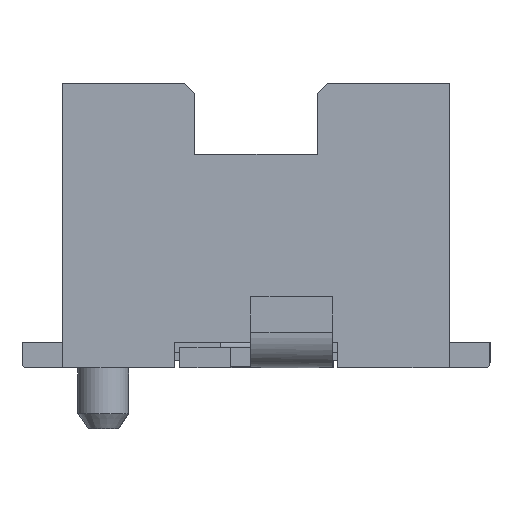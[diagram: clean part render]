
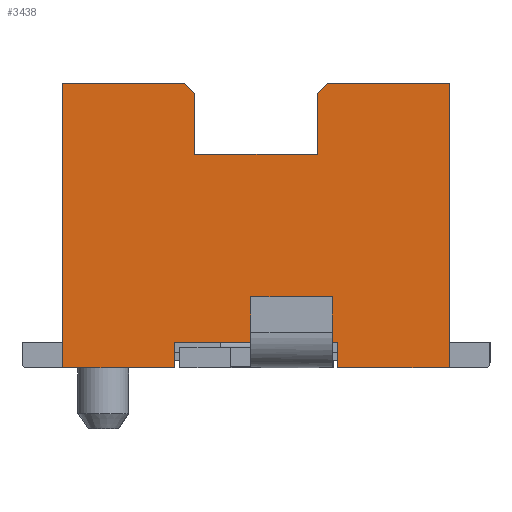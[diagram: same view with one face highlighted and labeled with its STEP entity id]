
A CAD part, left-side view. The second image highlights one B-rep face of the part: STEP entity #3438.
In plain terms, the highlighted planar face has unit normal (-1, 0, 0).
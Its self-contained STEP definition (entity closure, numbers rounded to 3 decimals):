
#21 = EDGE_CURVE('',#22,#24,#26,.T.);
#22 = VERTEX_POINT('',#23);
#23 = CARTESIAN_POINT('',(-5.6,1.9,0.));
#24 = VERTEX_POINT('',#25);
#25 = CARTESIAN_POINT('',(-5.6,0.8,0.));
#26 = LINE('',#27,#28);
#27 = CARTESIAN_POINT('',(-5.6,3.04,0.));
#28 = VECTOR('',#29,1.);
#29 = DIRECTION('',(0.,-1.,0.));
#222 = VERTEX_POINT('',#223);
#223 = CARTESIAN_POINT('',(-5.6,-0.8,0.25));
#229 = EDGE_CURVE('',#230,#222,#232,.T.);
#230 = VERTEX_POINT('',#231);
#231 = CARTESIAN_POINT('',(-5.6,0.8,0.25));
#232 = LINE('',#233,#234);
#233 = CARTESIAN_POINT('',(-5.6,3.04,0.25));
#234 = VECTOR('',#235,1.);
#235 = DIRECTION('',(0.,-1.,0.));
#356 = EDGE_CURVE('',#24,#230,#357,.T.);
#357 = LINE('',#358,#359);
#358 = CARTESIAN_POINT('',(-5.6,0.8,0.));
#359 = VECTOR('',#360,1.);
#360 = DIRECTION('',(0.,0.,1.));
#1245 = VERTEX_POINT('',#1246);
#1246 = CARTESIAN_POINT('',(-5.6,0.6,2.7));
#1261 = VERTEX_POINT('',#1262);
#1262 = CARTESIAN_POINT('',(-5.6,0.7,2.8));
#1268 = EDGE_CURVE('',#1261,#1245,#1269,.T.);
#1269 = LINE('',#1270,#1271);
#1270 = CARTESIAN_POINT('',(-5.6,-1.6,0.5));
#1271 = VECTOR('',#1272,1.);
#1272 = DIRECTION('',(0.,-0.707,
    -0.707));
#1531 = EDGE_CURVE('',#1245,#1532,#1534,.T.);
#1532 = VERTEX_POINT('',#1533);
#1533 = CARTESIAN_POINT('',(-5.6,0.6,2.1));
#1534 = LINE('',#1535,#1536);
#1535 = CARTESIAN_POINT('',(-5.6,0.6,0.5));
#1536 = VECTOR('',#1537,1.);
#1537 = DIRECTION('',(0.,0.,-1.));
#2180 = EDGE_CURVE('',#1532,#2181,#2183,.T.);
#2181 = VERTEX_POINT('',#2182);
#2182 = CARTESIAN_POINT('',(-5.6,-0.6,2.1));
#2183 = LINE('',#2184,#2185);
#2184 = CARTESIAN_POINT('',(-5.6,0.6,2.1));
#2185 = VECTOR('',#2186,1.);
#2186 = DIRECTION('',(0.,-1.,0.));
#2265 = VERTEX_POINT('',#2266);
#2266 = CARTESIAN_POINT('',(-5.6,-0.8,0.));
#2274 = VERTEX_POINT('',#2275);
#2275 = CARTESIAN_POINT('',(-5.6,-1.9,0.));
#2281 = EDGE_CURVE('',#2265,#2274,#2282,.T.);
#2282 = LINE('',#2283,#2284);
#2283 = CARTESIAN_POINT('',(-5.6,3.04,0.));
#2284 = VECTOR('',#2285,1.);
#2285 = DIRECTION('',(0.,-1.,0.));
#3175 = VERTEX_POINT('',#3176);
#3176 = CARTESIAN_POINT('',(-5.6,-0.6,2.7));
#3191 = EDGE_CURVE('',#2181,#3175,#3192,.T.);
#3192 = LINE('',#3193,#3194);
#3193 = CARTESIAN_POINT('',(-5.6,-0.6,0.5));
#3194 = VECTOR('',#3195,1.);
#3195 = DIRECTION('',(0.,0.,1.));
#3206 = EDGE_CURVE('',#222,#2265,#3207,.T.);
#3207 = LINE('',#3208,#3209);
#3208 = CARTESIAN_POINT('',(-5.6,-0.8,0.));
#3209 = VECTOR('',#3210,1.);
#3210 = DIRECTION('',(0.,0.,-1.));
#3438 = ADVANCED_FACE('',(#3439),#3486,.T.);
#3439 = FACE_BOUND('',#3440,.T.);
#3440 = EDGE_LOOP('',(#3441,#3442,#3443,#3444,#3445,#3453,#3459,#3460,
    #3461,#3462,#3463,#3464,#3472,#3480));
#3441 = ORIENTED_EDGE('',*,*,#3191,.F.);
#3442 = ORIENTED_EDGE('',*,*,#2180,.F.);
#3443 = ORIENTED_EDGE('',*,*,#1531,.F.);
#3444 = ORIENTED_EDGE('',*,*,#1268,.F.);
#3445 = ORIENTED_EDGE('',*,*,#3446,.T.);
#3446 = EDGE_CURVE('',#1261,#3447,#3449,.T.);
#3447 = VERTEX_POINT('',#3448);
#3448 = CARTESIAN_POINT('',(-5.6,1.9,2.8));
#3449 = LINE('',#3450,#3451);
#3450 = CARTESIAN_POINT('',(-5.6,-1.9,2.8));
#3451 = VECTOR('',#3452,1.);
#3452 = DIRECTION('',(0.,1.,0.));
#3453 = ORIENTED_EDGE('',*,*,#3454,.F.);
#3454 = EDGE_CURVE('',#22,#3447,#3455,.T.);
#3455 = LINE('',#3456,#3457);
#3456 = CARTESIAN_POINT('',(-5.6,1.9,1.3));
#3457 = VECTOR('',#3458,1.);
#3458 = DIRECTION('',(0.,0.,1.));
#3459 = ORIENTED_EDGE('',*,*,#21,.T.);
#3460 = ORIENTED_EDGE('',*,*,#356,.T.);
#3461 = ORIENTED_EDGE('',*,*,#229,.T.);
#3462 = ORIENTED_EDGE('',*,*,#3206,.T.);
#3463 = ORIENTED_EDGE('',*,*,#2281,.T.);
#3464 = ORIENTED_EDGE('',*,*,#3465,.T.);
#3465 = EDGE_CURVE('',#2274,#3466,#3468,.T.);
#3466 = VERTEX_POINT('',#3467);
#3467 = CARTESIAN_POINT('',(-5.6,-1.9,2.8));
#3468 = LINE('',#3469,#3470);
#3469 = CARTESIAN_POINT('',(-5.6,-1.9,0.5));
#3470 = VECTOR('',#3471,1.);
#3471 = DIRECTION('',(0.,0.,1.));
#3472 = ORIENTED_EDGE('',*,*,#3473,.T.);
#3473 = EDGE_CURVE('',#3466,#3474,#3476,.T.);
#3474 = VERTEX_POINT('',#3475);
#3475 = CARTESIAN_POINT('',(-5.6,-0.7,2.8));
#3476 = LINE('',#3477,#3478);
#3477 = CARTESIAN_POINT('',(-5.6,-1.9,2.8));
#3478 = VECTOR('',#3479,1.);
#3479 = DIRECTION('',(0.,1.,0.));
#3480 = ORIENTED_EDGE('',*,*,#3481,.F.);
#3481 = EDGE_CURVE('',#3175,#3474,#3482,.T.);
#3482 = LINE('',#3483,#3484);
#3483 = CARTESIAN_POINT('',(-5.6,1.6,0.5));
#3484 = VECTOR('',#3485,1.);
#3485 = DIRECTION('',(0.,-0.707,0.707));
#3486 = PLANE('',#3487);
#3487 = AXIS2_PLACEMENT_3D('',#3488,#3489,#3490);
#3488 = CARTESIAN_POINT('',(-5.6,-1.9,0.5));
#3489 = DIRECTION('',(-1.,0.,0.));
#3490 = DIRECTION('',(0.,1.,0.));
